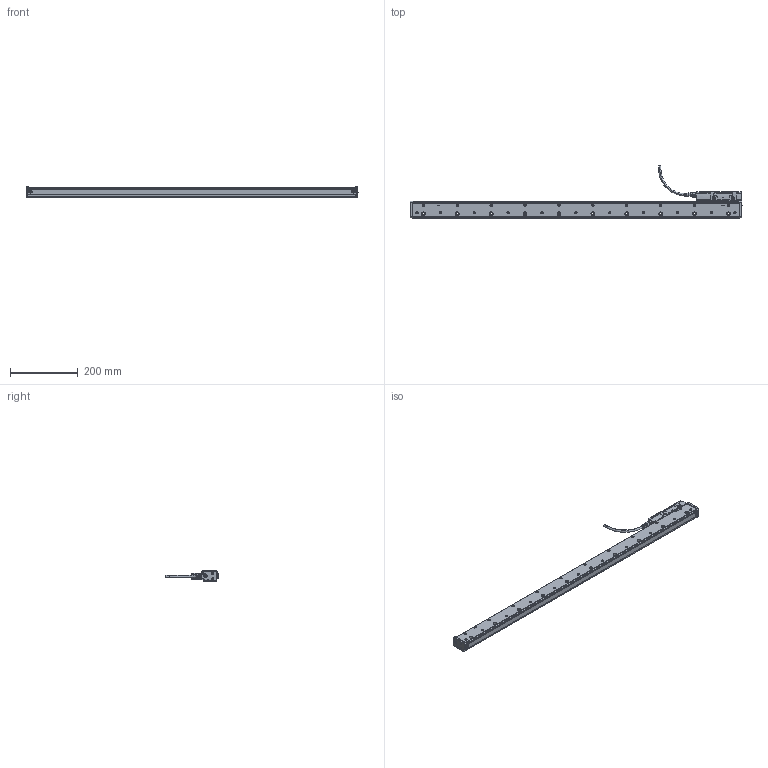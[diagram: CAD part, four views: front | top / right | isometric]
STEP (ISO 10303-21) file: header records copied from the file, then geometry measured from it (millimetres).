
FILE_DESCRIPTION(('CATIA V5 STEP'),'2;1');
FILE_NAME('SR67A-084-R.stp','2013-12-03T08:26:21+00:00',('none'),('none'),'CATIA Version 5 Release 19 SP 6 (IN-10)','CATIA V5 STEP AP214','none');
FILE_SCHEMA(('AUTOMOTIVE_DESIGN { 1 0 10303 214 1 1 1 1 }'));
Products named in the file (1): SR67A-084-R
Bounding box: 979.5 x 153.8 x 31.5 mm (x, y, z)
Volume: 1320650.7 mm3; surface area: 222345.9 mm2
Topology: 1 solids, 121 shells, 3529 faces, 9375 edges, 6150 vertices
Faces by surface type: plane 1561, cylinder 1388, cone 360, torus 133, sphere 43, bspline 33, extrusion 11
Entity records: 108970 total; most frequent: CARTESIAN_POINT 26661, ORIENTED_EDGE 18582, DIRECTION 13708, EDGE_CURVE 9291, AXIS2_PLACEMENT_3D 6380, VERTEX_POINT 6146, VECTOR 4727, LINE 4716
